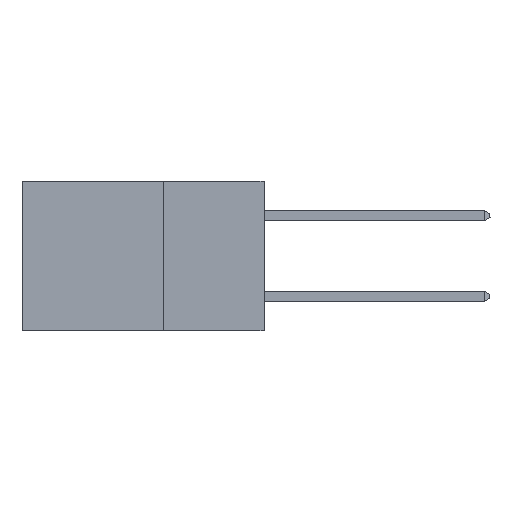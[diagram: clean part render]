
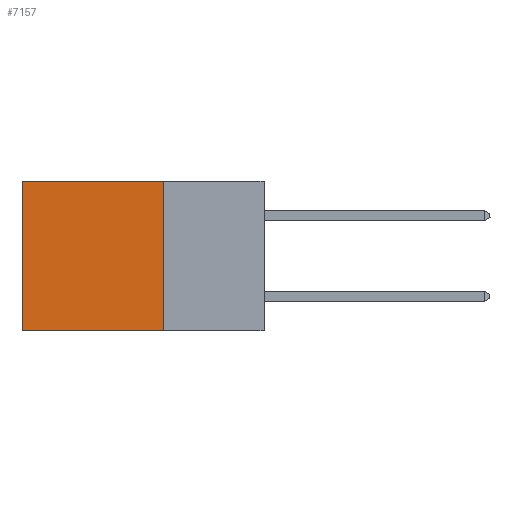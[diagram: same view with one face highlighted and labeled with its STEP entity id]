
A CAD part, left-side view. The second image highlights one B-rep face of the part: STEP entity #7157.
In plain terms, the highlighted planar face has unit normal (-1, 0, 0).
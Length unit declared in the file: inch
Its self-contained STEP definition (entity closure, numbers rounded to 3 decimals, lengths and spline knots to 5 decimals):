
#224 = PLANE ( 'NONE',  #1523 ) ;
#556 = DIRECTION ( 'NONE',  ( 0., 0., -1. ) ) ;
#892 = VERTEX_POINT ( 'NONE', #10271 ) ;
#1067 = ORIENTED_EDGE ( 'NONE', *, *, #4467, .T. ) ;
#1523 = AXIS2_PLACEMENT_3D ( 'NONE', #5907, #3007, #7968 ) ;
#1587 = CARTESIAN_POINT ( 'NONE',  ( 0.298, 0.6, 0. ) ) ;
#2456 = CARTESIAN_POINT ( 'NONE',  ( 0.298, 0.25, 0. ) ) ;
#2510 = FACE_OUTER_BOUND ( 'NONE', #9579, .T. ) ;
#3007 = DIRECTION ( 'NONE',  ( 1., 0., 0. ) ) ;
#3379 = LINE ( 'NONE', #8939, #9249 ) ;
#3521 = ORIENTED_EDGE ( 'NONE', *, *, #5260, .F. ) ;
#3801 = VECTOR ( 'NONE', #6233, 39.37008 ) ;
#3855 = EDGE_CURVE ( 'NONE', #5731, #10314, #12191, .T. ) ;
#4036 = VERTEX_POINT ( 'NONE', #5701 ) ;
#4467 = EDGE_CURVE ( 'NONE', #4036, #10314, #5027, .T. ) ;
#4857 = VECTOR ( 'NONE', #9326, 39.37008 ) ;
#5027 = LINE ( 'NONE', #1587, #4857 ) ;
#5260 = EDGE_CURVE ( 'NONE', #892, #5731, #9331, .T. ) ;
#5370 = DIRECTION ( 'NONE',  ( 0., 1., 0. ) ) ;
#5701 = CARTESIAN_POINT ( 'NONE',  ( 0.298, 0.6, 0. ) ) ;
#5731 = VERTEX_POINT ( 'NONE', #10387 ) ;
#5907 = CARTESIAN_POINT ( 'NONE',  ( 0.298, 0.25, 0. ) ) ;
#6102 = CARTESIAN_POINT ( 'NONE',  ( 0.298, 0.25, -0.37 ) ) ;
#6233 = DIRECTION ( 'NONE',  ( 0., 1., 0. ) ) ;
#6957 = ORIENTED_EDGE ( 'NONE', *, *, #3855, .F. ) ;
#7157 = ADVANCED_FACE ( 'NONE', ( #2510 ), #224, .F. ) ;
#7797 = CARTESIAN_POINT ( 'NONE',  ( 0.298, 0.6, -0.37 ) ) ;
#7968 = DIRECTION ( 'NONE',  ( 0., 0., -1. ) ) ;
#8370 = EDGE_CURVE ( 'NONE', #892, #4036, #3379, .T. ) ;
#8939 = CARTESIAN_POINT ( 'NONE',  ( 0.298, 0.25, 0. ) ) ;
#9249 = VECTOR ( 'NONE', #5370, 39.37008 ) ;
#9326 = DIRECTION ( 'NONE',  ( 0., 0., -1. ) ) ;
#9331 = LINE ( 'NONE', #2456, #12454 ) ;
#9579 = EDGE_LOOP ( 'NONE', ( #1067, #6957, #3521, #11825 ) ) ;
#10271 = CARTESIAN_POINT ( 'NONE',  ( 0.298, 0.25, 0. ) ) ;
#10314 = VERTEX_POINT ( 'NONE', #7797 ) ;
#10387 = CARTESIAN_POINT ( 'NONE',  ( 0.298, 0.25, -0.37 ) ) ;
#11825 = ORIENTED_EDGE ( 'NONE', *, *, #8370, .T. ) ;
#12191 = LINE ( 'NONE', #6102, #3801 ) ;
#12454 = VECTOR ( 'NONE', #556, 39.37008 ) ;
